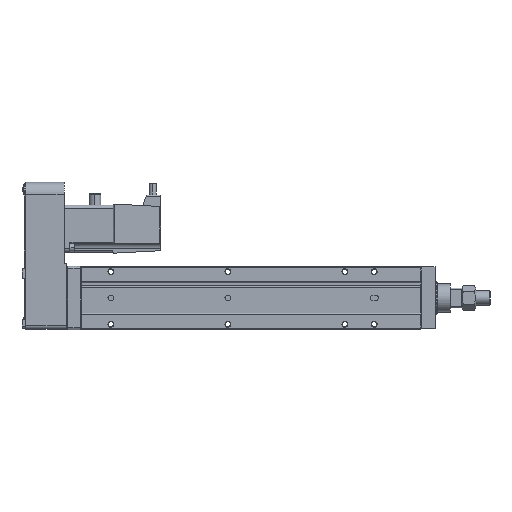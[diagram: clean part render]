
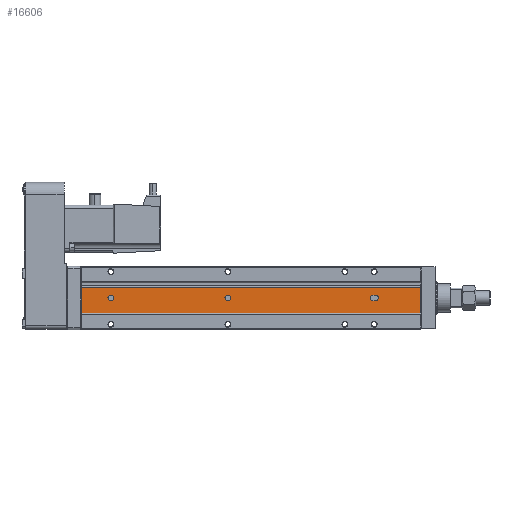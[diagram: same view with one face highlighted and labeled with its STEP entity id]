
A CAD part, front view. The second image highlights one B-rep face of the part: STEP entity #16606.
In plain terms, the highlighted planar face has unit normal (0, -1, 0).
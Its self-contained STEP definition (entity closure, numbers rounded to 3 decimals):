
#434 = VERTEX_POINT ( 'NONE', #13185 ) ;
#516 = VERTEX_POINT ( 'NONE', #7848 ) ;
#604 = EDGE_LOOP ( 'NONE', ( #21333, #22469, #17730, #12967 ) ) ;
#1279 = LINE ( 'NONE', #17150, #5699 ) ;
#1708 = EDGE_CURVE ( 'NONE', #25510, #20521, #10971, .T. ) ;
#1821 = DIRECTION ( 'NONE',  ( 0., 0., 1. ) ) ;
#2038 = CARTESIAN_POINT ( 'NONE',  ( 25., 1., 0. ) ) ;
#2338 = EDGE_CURVE ( 'NONE', #25147, #516, #4322, .T. ) ;
#2886 = EDGE_CURVE ( 'NONE', #516, #25147, #16712, .T. ) ;
#3383 = FACE_BOUND ( 'NONE', #13706, .T. ) ;
#3812 = AXIS2_PLACEMENT_3D ( 'NONE', #21138, #19318, #23091 ) ;
#3916 = EDGE_CURVE ( 'NONE', #20488, #5151, #4082, .T. ) ;
#4077 = CARTESIAN_POINT ( 'NONE',  ( 290., 1., 9.286 ) ) ;
#4082 = CIRCLE ( 'NONE', #25675, 2.5 ) ;
#4322 = CIRCLE ( 'NONE', #22162, 2.5 ) ;
#4391 = CARTESIAN_POINT ( 'NONE',  ( 125., 1., -2.5 ) ) ;
#4642 = DIRECTION ( 'NONE',  ( 0., 0., 1. ) ) ;
#4741 = ORIENTED_EDGE ( 'NONE', *, *, #14199, .F. ) ;
#5151 = VERTEX_POINT ( 'NONE', #7163 ) ;
#5233 = ORIENTED_EDGE ( 'NONE', *, *, #3916, .F. ) ;
#5699 = VECTOR ( 'NONE', #8821, 1000. ) ;
#5740 = CARTESIAN_POINT ( 'NONE',  ( 251., 1., 0. ) ) ;
#5954 = LINE ( 'NONE', #9567, #8283 ) ;
#5984 = CARTESIAN_POINT ( 'NONE',  ( 0., 1., 9.286 ) ) ;
#6627 = ORIENTED_EDGE ( 'NONE', *, *, #2886, .F. ) ;
#6680 = EDGE_CURVE ( 'NONE', #7851, #20488, #24512, .T. ) ;
#6690 = CARTESIAN_POINT ( 'NONE',  ( 290., 1., -2.5 ) ) ;
#7163 = CARTESIAN_POINT ( 'NONE',  ( 251., 1., 2.5 ) ) ;
#7848 = CARTESIAN_POINT ( 'NONE',  ( 25., 1., 2.5 ) ) ;
#7851 = VERTEX_POINT ( 'NONE', #22045 ) ;
#7940 = VERTEX_POINT ( 'NONE', #10955 ) ;
#8218 = EDGE_LOOP ( 'NONE', ( #21192, #6627 ) ) ;
#8260 = CARTESIAN_POINT ( 'NONE',  ( 125., 1., 0. ) ) ;
#8283 = VECTOR ( 'NONE', #25600, 1000. ) ;
#8365 = VECTOR ( 'NONE', #25545, 1000. ) ;
#8585 = ORIENTED_EDGE ( 'NONE', *, *, #16702, .F. ) ;
#8799 = EDGE_CURVE ( 'NONE', #17686, #24946, #1279, .T. ) ;
#8821 = DIRECTION ( 'NONE',  ( 0., 0., -1. ) ) ;
#9022 = CIRCLE ( 'NONE', #21915, 2.5 ) ;
#9197 = DIRECTION ( 'NONE',  ( 0., 1., 0. ) ) ;
#9330 = ORIENTED_EDGE ( 'NONE', *, *, #18032, .F. ) ;
#9567 = CARTESIAN_POINT ( 'NONE',  ( 290., 1., 9.286 ) ) ;
#9955 = DIRECTION ( 'NONE',  ( 0., -1., 0. ) ) ;
#10577 = DIRECTION ( 'NONE',  ( 1., 0., 0. ) ) ;
#10955 = CARTESIAN_POINT ( 'NONE',  ( 249., 1., 2.5 ) ) ;
#10971 = CIRCLE ( 'NONE', #25559, 2.5 ) ;
#11282 = FACE_BOUND ( 'NONE', #8218, .T. ) ;
#11285 = VECTOR ( 'NONE', #25616, 1000. ) ;
#11334 = DIRECTION ( 'NONE',  ( 0., -1., 0. ) ) ;
#11520 = CARTESIAN_POINT ( 'NONE',  ( 125., 1., 0. ) ) ;
#12854 = FACE_OUTER_BOUND ( 'NONE', #604, .T. ) ;
#12920 = CARTESIAN_POINT ( 'NONE',  ( 290., 1., 9.286 ) ) ;
#12967 = ORIENTED_EDGE ( 'NONE', *, *, #25370, .T. ) ;
#12984 = FACE_BOUND ( 'NONE', #13853, .T. ) ;
#13185 = CARTESIAN_POINT ( 'NONE',  ( 290., 1., -13. ) ) ;
#13374 = CARTESIAN_POINT ( 'NONE',  ( 290., 1., 2.5 ) ) ;
#13435 = EDGE_CURVE ( 'NONE', #434, #24946, #13806, .T. ) ;
#13549 = DIRECTION ( 'NONE',  ( 0., 0., -1. ) ) ;
#13706 = EDGE_LOOP ( 'NONE', ( #25055, #4741, #8585, #5233 ) ) ;
#13806 = LINE ( 'NONE', #15623, #8365 ) ;
#13853 = EDGE_LOOP ( 'NONE', ( #18146, #9330 ) ) ;
#14120 = VECTOR ( 'NONE', #10577, 1000. ) ;
#14199 = EDGE_CURVE ( 'NONE', #7940, #7851, #19165, .T. ) ;
#14911 = CARTESIAN_POINT ( 'NONE',  ( 25., 1., -2.5 ) ) ;
#15316 = DIRECTION ( 'NONE',  ( 1., 0., 0. ) ) ;
#15623 = CARTESIAN_POINT ( 'NONE',  ( 290., 1., -13. ) ) ;
#15750 = DIRECTION ( 'NONE',  ( 0., 0., 1. ) ) ;
#16606 = ADVANCED_FACE ( 'NONE', ( #12854, #3383, #11282, #12984 ), #25237, .F. ) ;
#16702 = EDGE_CURVE ( 'NONE', #5151, #7940, #25493, .T. ) ;
#16712 = CIRCLE ( 'NONE', #19231, 2.5 ) ;
#17126 = AXIS2_PLACEMENT_3D ( 'NONE', #20928, #9197, #15316 ) ;
#17150 = CARTESIAN_POINT ( 'NONE',  ( 0., 1., 9.286 ) ) ;
#17573 = CARTESIAN_POINT ( 'NONE',  ( 0., 1., -13. ) ) ;
#17686 = VERTEX_POINT ( 'NONE', #5984 ) ;
#17700 = CARTESIAN_POINT ( 'NONE',  ( 25., 1., 0. ) ) ;
#17730 = ORIENTED_EDGE ( 'NONE', *, *, #18521, .F. ) ;
#17900 = DIRECTION ( 'NONE',  ( 0., 0., 1. ) ) ;
#18032 = EDGE_CURVE ( 'NONE', #20521, #25510, #9022, .T. ) ;
#18146 = ORIENTED_EDGE ( 'NONE', *, *, #1708, .F. ) ;
#18521 = EDGE_CURVE ( 'NONE', #23926, #434, #21751, .T. ) ;
#19165 = CIRCLE ( 'NONE', #3812, 2.5 ) ;
#19231 = AXIS2_PLACEMENT_3D ( 'NONE', #2038, #9955, #17900 ) ;
#19318 = DIRECTION ( 'NONE',  ( 0., -1., 0. ) ) ;
#19464 = DIRECTION ( 'NONE',  ( 0., -1., 0. ) ) ;
#19850 = VECTOR ( 'NONE', #13549, 1000. ) ;
#19859 = CARTESIAN_POINT ( 'NONE',  ( 125., 1., 2.5 ) ) ;
#20488 = VERTEX_POINT ( 'NONE', #21172 ) ;
#20521 = VERTEX_POINT ( 'NONE', #19859 ) ;
#20928 = CARTESIAN_POINT ( 'NONE',  ( 290., 1., 9.286 ) ) ;
#21138 = CARTESIAN_POINT ( 'NONE',  ( 249., 1., 0. ) ) ;
#21172 = CARTESIAN_POINT ( 'NONE',  ( 251., 1., -2.5 ) ) ;
#21192 = ORIENTED_EDGE ( 'NONE', *, *, #2338, .F. ) ;
#21333 = ORIENTED_EDGE ( 'NONE', *, *, #8799, .T. ) ;
#21751 = LINE ( 'NONE', #4077, #19850 ) ;
#21915 = AXIS2_PLACEMENT_3D ( 'NONE', #11520, #19464, #25342 ) ;
#22045 = CARTESIAN_POINT ( 'NONE',  ( 249., 1., -2.5 ) ) ;
#22162 = AXIS2_PLACEMENT_3D ( 'NONE', #17700, #11334, #15750 ) ;
#22179 = DIRECTION ( 'NONE',  ( 0., -1., 0. ) ) ;
#22469 = ORIENTED_EDGE ( 'NONE', *, *, #13435, .F. ) ;
#23091 = DIRECTION ( 'NONE',  ( 0., 0., 1. ) ) ;
#23286 = DIRECTION ( 'NONE',  ( 0., -1., 0. ) ) ;
#23926 = VERTEX_POINT ( 'NONE', #12920 ) ;
#24512 = LINE ( 'NONE', #6690, #14120 ) ;
#24946 = VERTEX_POINT ( 'NONE', #17573 ) ;
#25055 = ORIENTED_EDGE ( 'NONE', *, *, #6680, .F. ) ;
#25147 = VERTEX_POINT ( 'NONE', #14911 ) ;
#25237 = PLANE ( 'NONE',  #17126 ) ;
#25342 = DIRECTION ( 'NONE',  ( 0., 0., 1. ) ) ;
#25370 = EDGE_CURVE ( 'NONE', #23926, #17686, #5954, .T. ) ;
#25493 = LINE ( 'NONE', #13374, #11285 ) ;
#25510 = VERTEX_POINT ( 'NONE', #4391 ) ;
#25545 = DIRECTION ( 'NONE',  ( -1., 0., 0. ) ) ;
#25559 = AXIS2_PLACEMENT_3D ( 'NONE', #8260, #22179, #4642 ) ;
#25600 = DIRECTION ( 'NONE',  ( -1., 0., 0. ) ) ;
#25616 = DIRECTION ( 'NONE',  ( -1., 0., 0. ) ) ;
#25675 = AXIS2_PLACEMENT_3D ( 'NONE', #5740, #23286, #1821 ) ;
